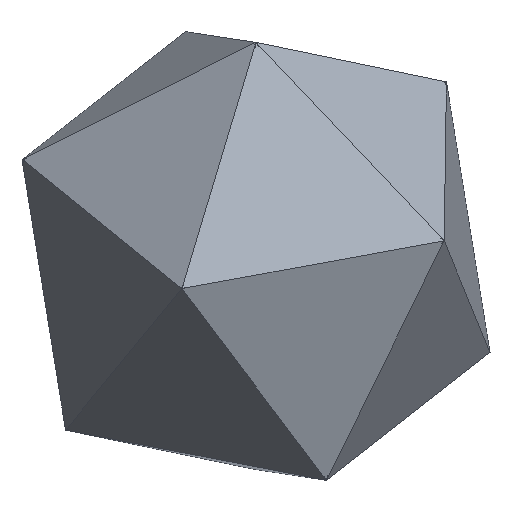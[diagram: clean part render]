
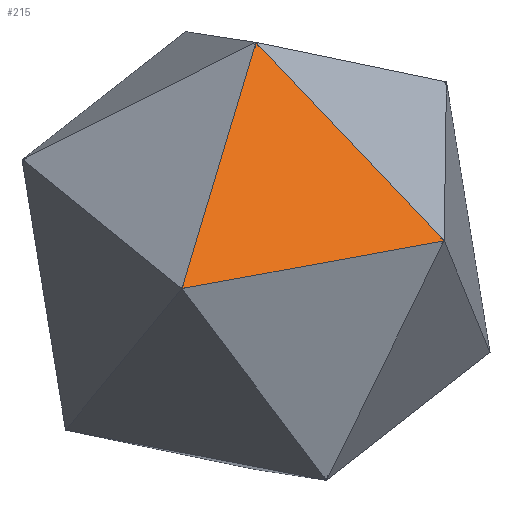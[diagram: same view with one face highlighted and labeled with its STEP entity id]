
A CAD part, isometric view. The second image highlights one B-rep face of the part: STEP entity #215.
In plain terms, the highlighted face is planar.
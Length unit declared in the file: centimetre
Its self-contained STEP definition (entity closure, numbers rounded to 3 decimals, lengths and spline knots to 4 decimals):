
#152=VERTEX_POINT('',#360);
#153=VERTEX_POINT('',#362);
#155=VERTEX_POINT('',#368);
#158=VECTOR('',#264,1.);
#162=VECTOR('',#269,1.);
#164=VECTOR('',#272,1.);
#167=LINE('',#361,#158);
#171=LINE('',#369,#162);
#173=LINE('',#372,#164);
#176=EDGE_CURVE('',#153,#152,#167,.T.);
#180=EDGE_CURVE('',#152,#155,#171,.T.);
#182=EDGE_CURVE('',#155,#153,#173,.T.);
#198=ORIENTED_EDGE('',*,*,#182,.T.);
#199=ORIENTED_EDGE('',*,*,#176,.T.);
#200=ORIENTED_EDGE('',*,*,#180,.T.);
#205=EDGE_LOOP('',(#198,#199,#200));
#210=FACE_BOUND('',#205,.T.);
#215=ADVANCED_FACE('',(#210),#419,.T.);
#220=AXIS2_PLACEMENT_3D('',#374,#274,$);
#264=DIRECTION('',(1.,0.,0.));
#269=DIRECTION('',(-0.5,0.866,0.));
#272=DIRECTION('',(-0.5,-0.866,0.));
#274=DIRECTION('',(0.,0.,1.));
#360=CARTESIAN_POINT('',(1.27,-0.7332,0.));
#361=CARTESIAN_POINT('',(-1.27,-0.7332,0.));
#362=CARTESIAN_POINT('',(-1.27,-0.7332,0.));
#368=CARTESIAN_POINT('',(0.,1.4665,0.));
#369=CARTESIAN_POINT('',(1.27,-0.7332,0.));
#372=CARTESIAN_POINT('',(0.,1.4665,0.));
#374=CARTESIAN_POINT('',(0.,0.,0.));
#419=PLANE('',#220);
